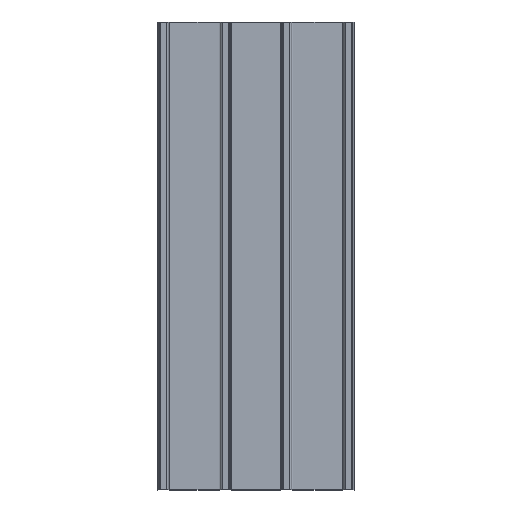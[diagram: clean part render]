
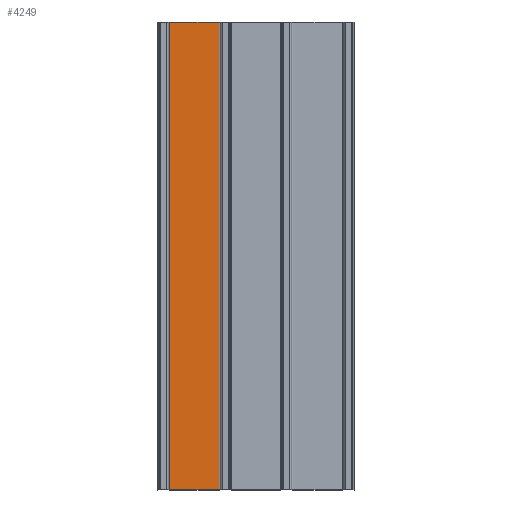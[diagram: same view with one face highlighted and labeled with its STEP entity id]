
A CAD part, top view. The second image highlights one B-rep face of the part: STEP entity #4249.
In plain terms, the highlighted planar face has unit normal (0, 0, 1).
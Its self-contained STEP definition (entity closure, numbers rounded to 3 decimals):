
#72 = PLANE('',#73);
#73 = AXIS2_PLACEMENT_3D('',#74,#75,#76);
#74 = CARTESIAN_POINT('',(831.708,-2000.,22.5));
#75 = DIRECTION('',(0.,-1.,0.));
#76 = DIRECTION('',(0.,0.,-1.));
#126 = PLANE('',#127);
#127 = AXIS2_PLACEMENT_3D('',#128,#129,#130);
#128 = CARTESIAN_POINT('',(831.708,0.,
    22.5));
#129 = DIRECTION('',(0.,-1.,0.));
#130 = DIRECTION('',(0.,0.,-1.));
#834 = VERTEX_POINT('',#835);
#835 = CARTESIAN_POINT('',(263.,0.,2.));
#850 = CYLINDRICAL_SURFACE('',#851,4.);
#851 = AXIS2_PLACEMENT_3D('',#852,#853,#854);
#852 = CARTESIAN_POINT('',(263.,0.,6.));
#853 = DIRECTION('',(0.,1.,0.));
#854 = DIRECTION('',(1.,0.,0.));
#862 = EDGE_CURVE('',#863,#834,#865,.T.);
#863 = VERTEX_POINT('',#864);
#864 = CARTESIAN_POINT('',(51.,0.,2.));
#865 = SURFACE_CURVE('',#866,(#870,#877),.PCURVE_S1.);
#866 = LINE('',#867,#868);
#867 = CARTESIAN_POINT('',(51.,0.,2.));
#868 = VECTOR('',#869,1.);
#869 = DIRECTION('',(1.,0.,0.));
#870 = PCURVE('',#126,#871);
#871 = DEFINITIONAL_REPRESENTATION('',(#872),#876);
#872 = LINE('',#873,#874);
#873 = CARTESIAN_POINT('',(20.5,-780.708));
#874 = VECTOR('',#875,1.);
#875 = DIRECTION('',(0.,1.));
#876 = ( GEOMETRIC_REPRESENTATION_CONTEXT(2) 
PARAMETRIC_REPRESENTATION_CONTEXT() REPRESENTATION_CONTEXT('2D SPACE',''
  ) );
#877 = PCURVE('',#878,#883);
#878 = PLANE('',#879);
#879 = AXIS2_PLACEMENT_3D('',#880,#881,#882);
#880 = CARTESIAN_POINT('',(51.,0.,2.));
#881 = DIRECTION('',(0.,0.,1.));
#882 = DIRECTION('',(1.,0.,0.));
#883 = DEFINITIONAL_REPRESENTATION('',(#884),#888);
#884 = LINE('',#885,#886);
#885 = CARTESIAN_POINT('',(0.,0.));
#886 = VECTOR('',#887,1.);
#887 = DIRECTION('',(1.,0.));
#888 = ( GEOMETRIC_REPRESENTATION_CONTEXT(2) 
PARAMETRIC_REPRESENTATION_CONTEXT() REPRESENTATION_CONTEXT('2D SPACE',''
  ) );
#907 = CYLINDRICAL_SURFACE('',#908,4.);
#908 = AXIS2_PLACEMENT_3D('',#909,#910,#911);
#909 = CARTESIAN_POINT('',(51.,0.,6.));
#910 = DIRECTION('',(0.,1.,0.));
#911 = DIRECTION('',(1.,0.,0.));
#2361 = VERTEX_POINT('',#2362);
#2362 = CARTESIAN_POINT('',(263.,-2000.,2.));
#2384 = EDGE_CURVE('',#2385,#2361,#2387,.T.);
#2385 = VERTEX_POINT('',#2386);
#2386 = CARTESIAN_POINT('',(51.,-2000.,2.));
#2387 = SURFACE_CURVE('',#2388,(#2392,#2399),.PCURVE_S1.);
#2388 = LINE('',#2389,#2390);
#2389 = CARTESIAN_POINT('',(51.,-2000.,2.));
#2390 = VECTOR('',#2391,1.);
#2391 = DIRECTION('',(1.,0.,0.));
#2392 = PCURVE('',#72,#2393);
#2393 = DEFINITIONAL_REPRESENTATION('',(#2394),#2398);
#2394 = LINE('',#2395,#2396);
#2395 = CARTESIAN_POINT('',(20.5,-780.708));
#2396 = VECTOR('',#2397,1.);
#2397 = DIRECTION('',(0.,1.));
#2398 = ( GEOMETRIC_REPRESENTATION_CONTEXT(2) 
PARAMETRIC_REPRESENTATION_CONTEXT() REPRESENTATION_CONTEXT('2D SPACE',''
  ) );
#2399 = PCURVE('',#878,#2400);
#2400 = DEFINITIONAL_REPRESENTATION('',(#2401),#2405);
#2401 = LINE('',#2402,#2403);
#2402 = CARTESIAN_POINT('',(0.,-2000.));
#2403 = VECTOR('',#2404,1.);
#2404 = DIRECTION('',(1.,0.));
#2405 = ( GEOMETRIC_REPRESENTATION_CONTEXT(2) 
PARAMETRIC_REPRESENTATION_CONTEXT() REPRESENTATION_CONTEXT('2D SPACE',''
  ) );
#4228 = EDGE_CURVE('',#863,#2385,#4229,.T.);
#4229 = SURFACE_CURVE('',#4230,(#4234,#4241),.PCURVE_S1.);
#4230 = LINE('',#4231,#4232);
#4231 = CARTESIAN_POINT('',(51.,0.,2.));
#4232 = VECTOR('',#4233,1.);
#4233 = DIRECTION('',(0.,-1.,0.));
#4234 = PCURVE('',#907,#4235);
#4235 = DEFINITIONAL_REPRESENTATION('',(#4236),#4240);
#4236 = LINE('',#4237,#4238);
#4237 = CARTESIAN_POINT('',(-4.712,0.));
#4238 = VECTOR('',#4239,1.);
#4239 = DIRECTION('',(0.,-1.));
#4240 = ( GEOMETRIC_REPRESENTATION_CONTEXT(2) 
PARAMETRIC_REPRESENTATION_CONTEXT() REPRESENTATION_CONTEXT('2D SPACE',''
  ) );
#4241 = PCURVE('',#878,#4242);
#4242 = DEFINITIONAL_REPRESENTATION('',(#4243),#4247);
#4243 = LINE('',#4244,#4245);
#4244 = CARTESIAN_POINT('',(0.,0.));
#4245 = VECTOR('',#4246,1.);
#4246 = DIRECTION('',(0.,-1.));
#4247 = ( GEOMETRIC_REPRESENTATION_CONTEXT(2) 
PARAMETRIC_REPRESENTATION_CONTEXT() REPRESENTATION_CONTEXT('2D SPACE',''
  ) );
#4249 = ADVANCED_FACE('',(#4250),#878,.T.);
#4250 = FACE_BOUND('',#4251,.T.);
#4251 = EDGE_LOOP('',(#4252,#4253,#4254,#4275));
#4252 = ORIENTED_EDGE('',*,*,#4228,.T.);
#4253 = ORIENTED_EDGE('',*,*,#2384,.T.);
#4254 = ORIENTED_EDGE('',*,*,#4255,.F.);
#4255 = EDGE_CURVE('',#834,#2361,#4256,.T.);
#4256 = SURFACE_CURVE('',#4257,(#4261,#4268),.PCURVE_S1.);
#4257 = LINE('',#4258,#4259);
#4258 = CARTESIAN_POINT('',(263.,0.,2.));
#4259 = VECTOR('',#4260,1.);
#4260 = DIRECTION('',(0.,-1.,0.));
#4261 = PCURVE('',#878,#4262);
#4262 = DEFINITIONAL_REPRESENTATION('',(#4263),#4267);
#4263 = LINE('',#4264,#4265);
#4264 = CARTESIAN_POINT('',(212.,0.));
#4265 = VECTOR('',#4266,1.);
#4266 = DIRECTION('',(0.,-1.));
#4267 = ( GEOMETRIC_REPRESENTATION_CONTEXT(2) 
PARAMETRIC_REPRESENTATION_CONTEXT() REPRESENTATION_CONTEXT('2D SPACE',''
  ) );
#4268 = PCURVE('',#850,#4269);
#4269 = DEFINITIONAL_REPRESENTATION('',(#4270),#4274);
#4270 = LINE('',#4271,#4272);
#4271 = CARTESIAN_POINT('',(-4.712,0.));
#4272 = VECTOR('',#4273,1.);
#4273 = DIRECTION('',(0.,-1.));
#4274 = ( GEOMETRIC_REPRESENTATION_CONTEXT(2) 
PARAMETRIC_REPRESENTATION_CONTEXT() REPRESENTATION_CONTEXT('2D SPACE',''
  ) );
#4275 = ORIENTED_EDGE('',*,*,#862,.F.);
